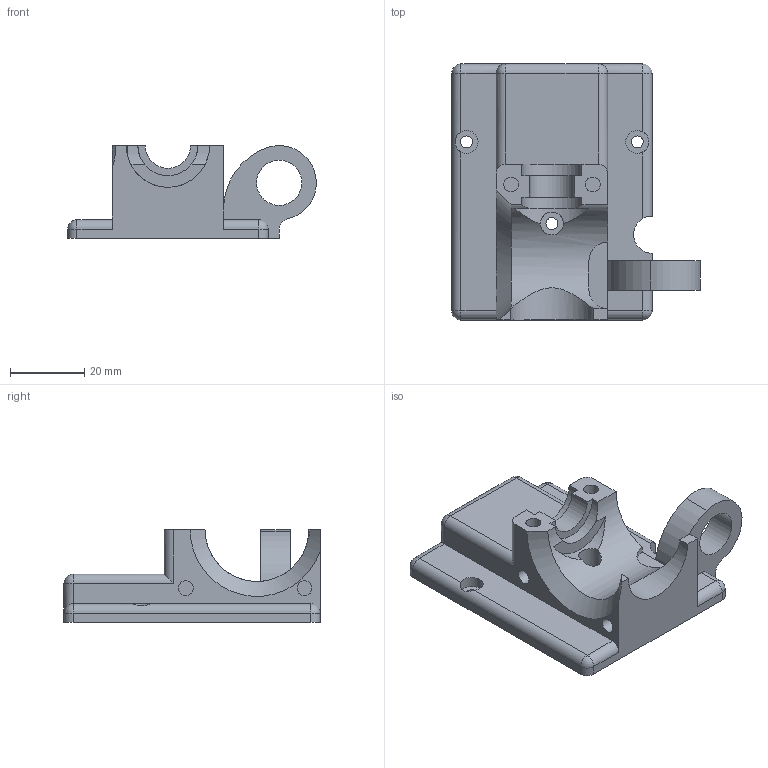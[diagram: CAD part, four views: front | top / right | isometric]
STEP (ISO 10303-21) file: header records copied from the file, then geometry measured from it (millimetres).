
FILE_DESCRIPTION(/* description */ (''),/* implementation_level */ '2;1');
FILE_NAME(/* name */ 'hotend_holder_back_induction_probe_12.step',/* time_stamp */ '2022-06-08T09:26:22+02:00',/* author */ (''),/* organization */ (''),/* preprocessor_version */ 'ST-DEVELOPER v18.1',/* originating_system */ 'Autodesk Translation Framework v10.14.0.1471',/* authorisation */ '');
FILE_SCHEMA (('AUTOMOTIVE_DESIGN { 1 0 10303 214 3 1 1 }'));
Length unit declared in the file: millimetre
Products named in the file (1): hotend_holder_induction_probe_12
Bounding box: 67 x 69 x 25 mm (x, y, z)
Volume: 39246.6 mm3; surface area: 13211.9 mm2
Topology: 1 solids, 1 shells, 81 faces, 202 edges, 127 vertices
Faces by surface type: cylinder 41, plane 33, sphere 6, cone 1
Full cylindrical faces by diameter (mm): 3.2 x3, 4 x4, 6.2 x3, 12.2 x1
Entity records: 2568 total; most frequent: CARTESIAN_POINT 567, DIRECTION 425, ORIENTED_EDGE 404, EDGE_CURVE 202, AXIS2_PLACEMENT_3D 157, VERTEX_POINT 127, LINE 111, VECTOR 111
